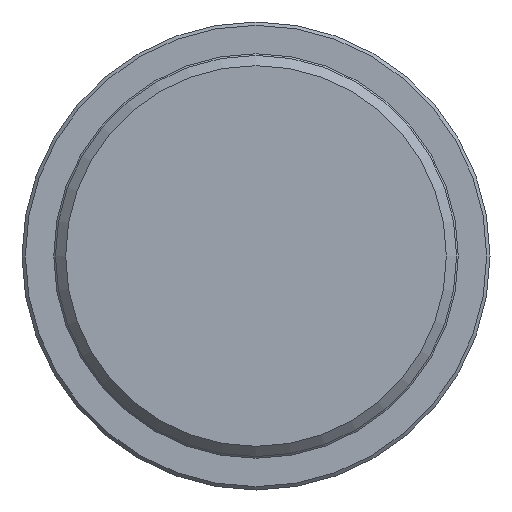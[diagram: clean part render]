
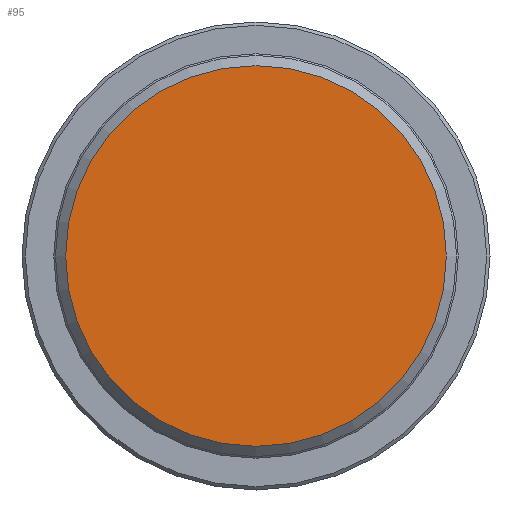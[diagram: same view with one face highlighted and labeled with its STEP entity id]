
A CAD part, front view. The second image highlights one B-rep face of the part: STEP entity #95.
In plain terms, the highlighted planar face has unit normal (0, -1, 0).
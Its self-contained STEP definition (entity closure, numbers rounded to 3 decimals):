
#95 = ADVANCED_FACE( '', ( #207 ), #208, .F. );
#207 = FACE_OUTER_BOUND( '', #329, .T. );
#208 = PLANE( '', #330 );
#329 = EDGE_LOOP( '', ( #524 ) );
#330 = AXIS2_PLACEMENT_3D( '', #525, #526, #527 );
#524 = ORIENTED_EDGE( '', *, *, #687, .T. );
#525 = CARTESIAN_POINT( '', ( 17.08, -16., 0. ) );
#526 = DIRECTION( '', ( 0., 1., 0. ) );
#527 = DIRECTION( '', ( 0., 0., 1. ) );
#687 = EDGE_CURVE( '', #809, #809, #810, .T. );
#809 = VERTEX_POINT( '', #978 );
#810 = CIRCLE( '', #979, 17.08 );
#978 = CARTESIAN_POINT( '', ( 0., -16., -17.08 ) );
#979 = AXIS2_PLACEMENT_3D( '', #1121, #1122, #1123 );
#1121 = CARTESIAN_POINT( '', ( 0., -16., 0. ) );
#1122 = DIRECTION( '', ( 0., -1., 0. ) );
#1123 = DIRECTION( '', ( 0., 0., -1. ) );
